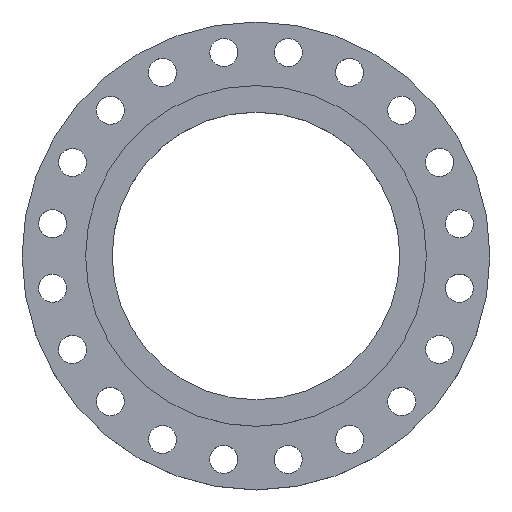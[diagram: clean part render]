
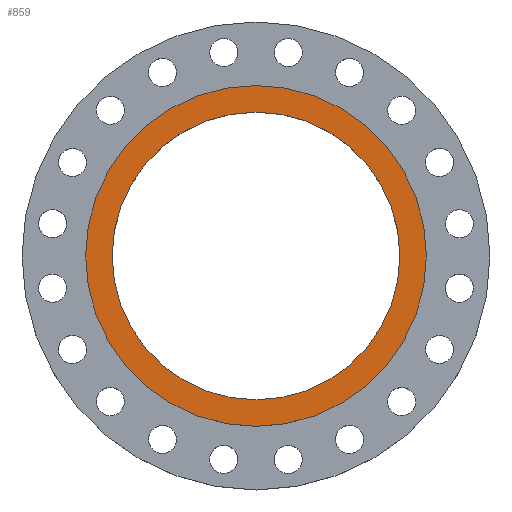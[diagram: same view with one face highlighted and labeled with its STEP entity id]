
A CAD part, top view. The second image highlights one B-rep face of the part: STEP entity #859.
In plain terms, the highlighted planar face has unit normal (0, 0, 1).
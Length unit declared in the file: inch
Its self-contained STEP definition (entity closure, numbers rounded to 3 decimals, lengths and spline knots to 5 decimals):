
#14 = EDGE_CURVE ( 'NONE', #1015, #1014, #768, .T. ) ;
#189 = AXIS2_PLACEMENT_3D ( 'NONE', #472, #328, #1490 ) ;
#214 = CARTESIAN_POINT ( 'NONE',  ( -7.07, 0., 0. ) ) ;
#228 = CARTESIAN_POINT ( 'NONE',  ( 0., 0., 0. ) ) ;
#256 = EDGE_LOOP ( 'NONE', ( #1672, #594 ) ) ;
#268 = DIRECTION ( 'NONE',  ( 1., 0., 0. ) ) ;
#314 = CARTESIAN_POINT ( 'NONE',  ( 8.375, 0., 0. ) ) ;
#328 = DIRECTION ( 'NONE',  ( 0., 0., 1. ) ) ;
#369 = CARTESIAN_POINT ( 'NONE',  ( 7.07, 0., 0. ) ) ;
#415 = PLANE ( 'NONE',  #894 ) ;
#451 = ORIENTED_EDGE ( 'NONE', *, *, #1692, .T. ) ;
#465 = CIRCLE ( 'NONE', #1442, 8.375 ) ;
#472 = CARTESIAN_POINT ( 'NONE',  ( 0., 0., 0. ) ) ;
#501 = CARTESIAN_POINT ( 'NONE',  ( 0., 0., 0. ) ) ;
#585 = AXIS2_PLACEMENT_3D ( 'NONE', #1512, #1081, #1071 ) ;
#594 = ORIENTED_EDGE ( 'NONE', *, *, #1287, .F. ) ;
#710 = CARTESIAN_POINT ( 'NONE',  ( 0., 0., 0. ) ) ;
#743 = DIRECTION ( 'NONE',  ( 1., 0., 0. ) ) ;
#755 = ORIENTED_EDGE ( 'NONE', *, *, #1199, .T. ) ;
#768 = CIRCLE ( 'NONE', #1022, 7.07 ) ;
#824 = VERTEX_POINT ( 'NONE', #1286 ) ;
#848 = FACE_OUTER_BOUND ( 'NONE', #1438, .T. ) ;
#859 = ADVANCED_FACE ( 'NONE', ( #1151, #848 ), #415, .T. ) ;
#892 = VERTEX_POINT ( 'NONE', #314 ) ;
#894 = AXIS2_PLACEMENT_3D ( 'NONE', #710, #1555, #268 ) ;
#1014 = VERTEX_POINT ( 'NONE', #214 ) ;
#1015 = VERTEX_POINT ( 'NONE', #369 ) ;
#1022 = AXIS2_PLACEMENT_3D ( 'NONE', #501, #1814, #1521 ) ;
#1071 = DIRECTION ( 'NONE',  ( 1., 0., 0. ) ) ;
#1081 = DIRECTION ( 'NONE',  ( 0., 0., 1. ) ) ;
#1086 = CIRCLE ( 'NONE', #585, 7.07 ) ;
#1151 = FACE_BOUND ( 'NONE', #256, .T. ) ;
#1199 = EDGE_CURVE ( 'NONE', #824, #892, #1743, .T. ) ;
#1286 = CARTESIAN_POINT ( 'NONE',  ( -8.375, 0., 0. ) ) ;
#1287 = EDGE_CURVE ( 'NONE', #1014, #1015, #1086, .T. ) ;
#1397 = DIRECTION ( 'NONE',  ( 0., 0., 1. ) ) ;
#1438 = EDGE_LOOP ( 'NONE', ( #451, #755 ) ) ;
#1442 = AXIS2_PLACEMENT_3D ( 'NONE', #228, #1397, #743 ) ;
#1490 = DIRECTION ( 'NONE',  ( 1., 0., 0. ) ) ;
#1512 = CARTESIAN_POINT ( 'NONE',  ( 0., 0., 0. ) ) ;
#1521 = DIRECTION ( 'NONE',  ( 1., 0., 0. ) ) ;
#1555 = DIRECTION ( 'NONE',  ( 0., 0., 1. ) ) ;
#1672 = ORIENTED_EDGE ( 'NONE', *, *, #14, .F. ) ;
#1692 = EDGE_CURVE ( 'NONE', #892, #824, #465, .T. ) ;
#1743 = CIRCLE ( 'NONE', #189, 8.375 ) ;
#1814 = DIRECTION ( 'NONE',  ( 0., 0., 1. ) ) ;
